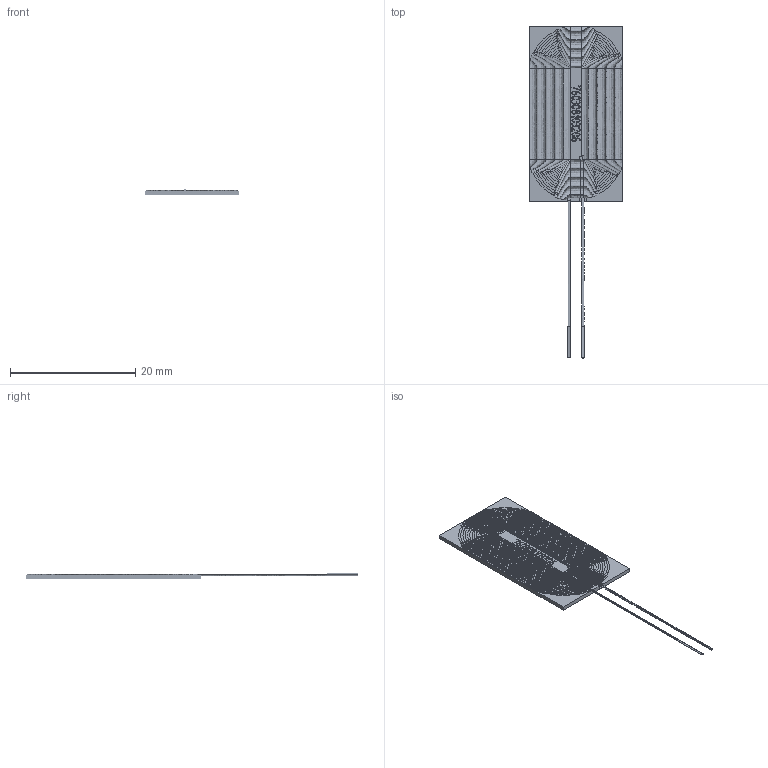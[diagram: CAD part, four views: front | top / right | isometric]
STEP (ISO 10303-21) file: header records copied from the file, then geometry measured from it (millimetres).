
FILE_DESCRIPTION(/* description */ ('Unknown'),/* implementation_level */ '2;1');
FILE_NAME(/* name */ 'L_Wurth_WE-WPCC-RX_760308103206',/* time_stamp */ '2025-04-22T17:21:41+08:00',/* author */ ('Unknown'),/* organization */ ('Unknown'),/* preprocessor_version */ 'ST-DEVELOPER v19.4',/* originating_system */ 'Solid Edge',/* authorisation */ 'Unknown');
FILE_SCHEMA (('AUTOMOTIVE_DESIGN {1 0 10303 214 3 1 1}'));
Length unit declared in the file: millimetre
Products named in the file (2): L_Wurth_WE-WPCC-RX_760308103206
Assembly tree (1 placements, depth 2):
  L_Wurth_WE-WPCC-RX_760308103206
    L_Wurth_WE-WPCC-RX_760308103206
Bounding box: 15 x 53.01 x 0.81 mm (x, y, z)
Volume: 304 mm3; surface area: 1915.5 mm2
Topology: 2 solids, 2 shells, 430 faces, 890 edges, 486 vertices
Faces by surface type: bspline 362, plane 64, cylinder 4
Entity records: 21891 total; most frequent: CARTESIAN_POINT 12642, ORIENTED_EDGE 1760, EDGE_CURVE 880, B_SPLINE_CURVE_WITH_KNOTS 788, VERTEX_POINT 486, EDGE_LOOP 466, FACE_BOUND 466, STYLED_ITEM 430
